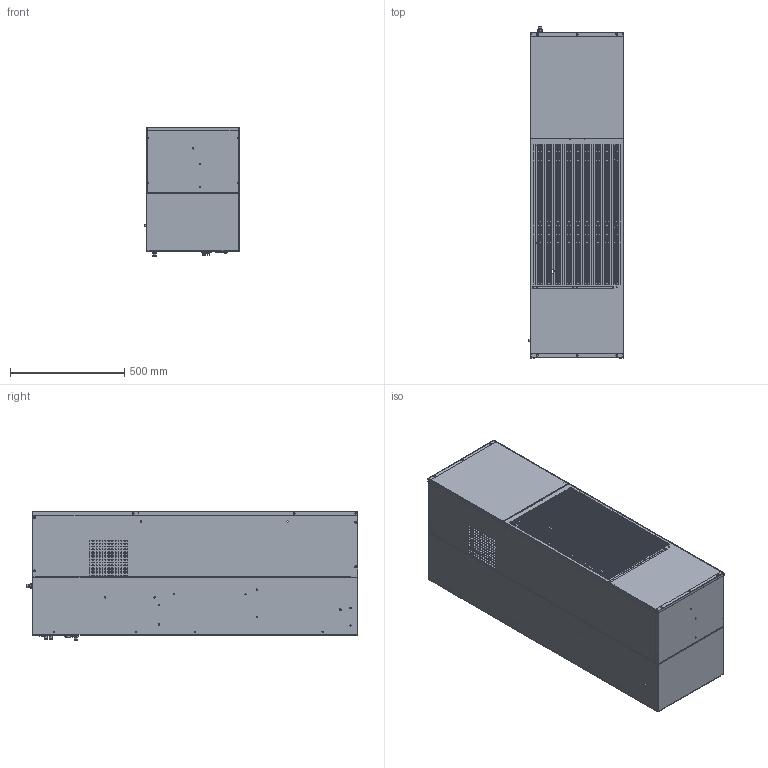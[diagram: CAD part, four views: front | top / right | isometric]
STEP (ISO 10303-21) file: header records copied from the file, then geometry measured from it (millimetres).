
FILE_DESCRIPTION((''),'2;1');
FILE_NAME('STEP-K3A6C12HL56LV.stp', '2015-12-07T12:54:46',('User'),('SDRC'),'I-DEAS Master Series','UNIX','Yes');
FILE_SCHEMA(('CONFIG_CONTROL_DESIGN', 'GEOMETRIC_VALIDATION_PROPERTIES_MIM','SHAPE_APPEARANCE_LAYER_MIM'));
Length unit declared in the file: inch
Bounding box: 419.58 x 1451.1 x 564.34 mm (x, y, z)
Volume: 4664406.6 mm3; surface area: 7815167.4 mm2
Topology: 76 solids, 78 shells, 5574 faces, 15075 edges, 9829 vertices
Faces by surface type: bspline 5574
Entity records: 186837 total; most frequent: CARTESIAN_POINT 78904, ORIENTED_EDGE 30070, EDGE_CURVE 15039, OVER_RIDING_STYLED_ITEM 13858, QUASI_UNIFORM_CURVE 10438, VERTEX_POINT 9829, EDGE_LOOP 7656, FACE_OUTER_BOUND 5574
